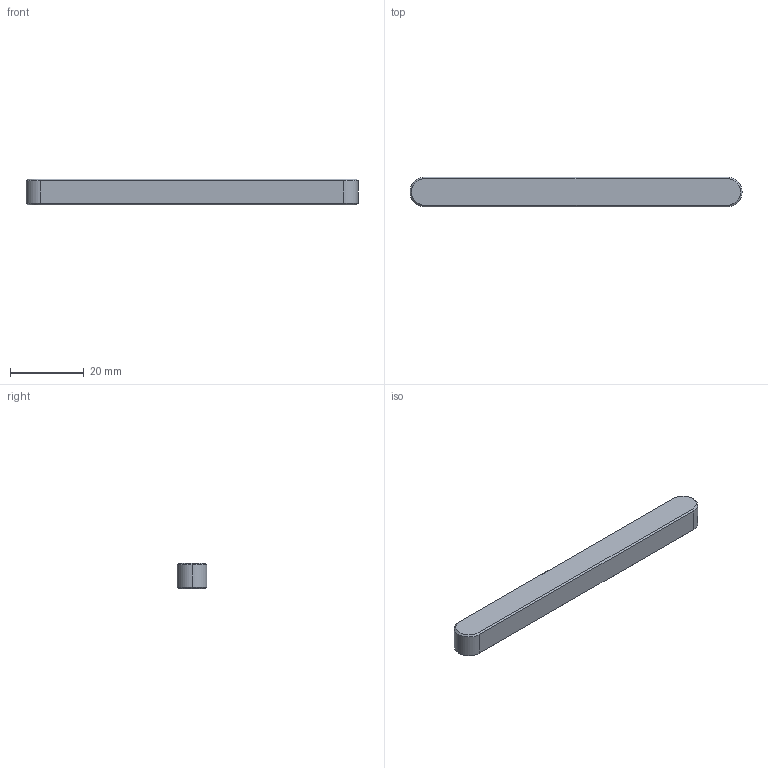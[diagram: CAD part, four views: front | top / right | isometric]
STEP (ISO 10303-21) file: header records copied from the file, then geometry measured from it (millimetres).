
FILE_DESCRIPTION(('HOOPS Exchange Step'),'2;1');
FILE_NAME('export-DF603E92-7D85-4674-BD0D-8D01490BA185.stp','2022-09-13T17:08:41+02:00',('Engineering'),('Alibre'),'HOOPS Exchange 2021.0','Alibre','Unknown authorisation');
FILE_SCHEMA( ('AP242_MANAGED_MODEL_BASED_3D_ENGINEERING_MIM_LF {1 0 10303 442 1 1 4 }') );
Length unit declared in the file: millimetre
Products named in the file (1): 6048 8x7x90mm DIN 6885 A Parallel key, Steel C45
Bounding box: 90 x 8 x 7 mm (x, y, z)
Volume: 4913.7 mm3; surface area: 2647.4 mm2
Topology: 1 solids, 1 shells, 20 faces, 42 edges, 24 vertices
Faces by surface type: plane 8, cone 8, cylinder 4
Entity records: 565 total; most frequent: DIRECTION 102, CARTESIAN_POINT 88, ORIENTED_EDGE 84, EDGE_CURVE 42, AXIS2_PLACEMENT_3D 38, VECTOR 26, LINE 26, VERTEX_POINT 24
